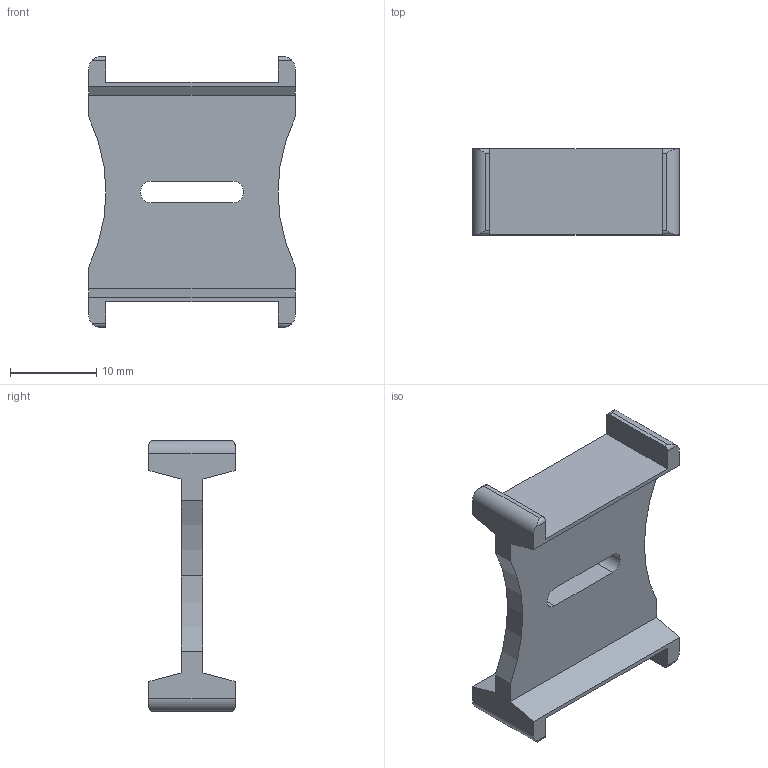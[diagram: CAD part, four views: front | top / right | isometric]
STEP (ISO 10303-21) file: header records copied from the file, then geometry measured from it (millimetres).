
FILE_DESCRIPTION (( 'STEP AP214' ), '1' );
FILE_NAME ('25_1.STEP', '2025-03-18T19:32:31', ( '' ), ( '' ), 'SwSTEP 2.0', 'SolidWorks 2024', '' );
FILE_SCHEMA (( 'AUTOMOTIVE_DESIGN' ));
Length unit declared in the file: inch
Products named in the file (1): 25_1
Bounding box: 24 x 10 x 31.5 mm (x, y, z)
Volume: 1921.1 mm3; surface area: 2312.9 mm2
Topology: 1 solids, 1 shells, 44 faces, 126 edges, 84 vertices
Faces by surface type: plane 26, cylinder 18
Entity records: 1609 total; most frequent: CARTESIAN_POINT 411, ORIENTED_EDGE 252, DIRECTION 236, EDGE_CURVE 126, VECTOR 90, LINE 90, VERTEX_POINT 84, AXIS2_PLACEMENT_3D 73
